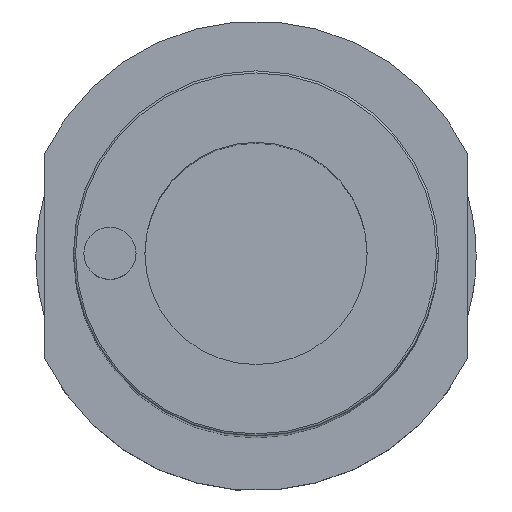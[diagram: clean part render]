
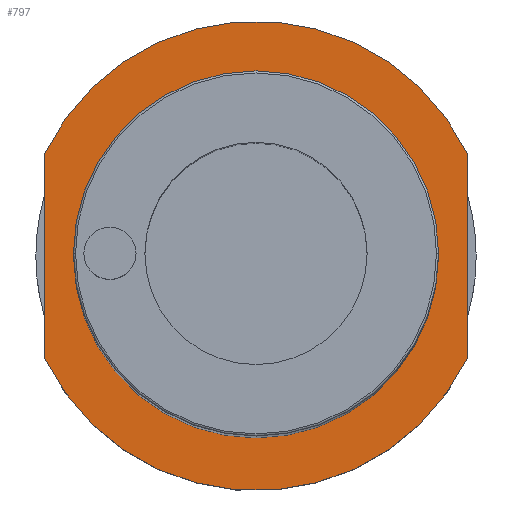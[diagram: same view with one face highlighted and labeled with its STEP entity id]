
A CAD part, top view. The second image highlights one B-rep face of the part: STEP entity #797.
In plain terms, the highlighted planar face has unit normal (0, 0, 1).
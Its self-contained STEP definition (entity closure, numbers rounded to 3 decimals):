
#207=CARTESIAN_POINT('',(0.,0.,38.));
#208=DIRECTION('',(0.,0.,1.));
#209=DIRECTION('',(0.9,0.436,0.));
#210=AXIS2_PLACEMENT_3D('',#207,#208,#209);
#212=DIRECTION('',(0.,1.,0.));
#213=VECTOR('',#212,19.615);
#214=CARTESIAN_POINT('',(20.25,-9.808,38.));
#215=LINE('',#214,#213);
#216=CARTESIAN_POINT('',(0.,0.,38.));
#217=DIRECTION('',(0.,0.,1.));
#218=DIRECTION('',(-0.9,-0.436,0.));
#219=AXIS2_PLACEMENT_3D('',#216,#217,#218);
#221=DIRECTION('',(0.,-1.,0.));
#222=VECTOR('',#221,19.615);
#223=CARTESIAN_POINT('',(-20.25,9.808,38.));
#224=LINE('',#223,#222);
#225=CARTESIAN_POINT('',(0.,0.,38.));
#226=DIRECTION('',(0.,0.,1.));
#227=DIRECTION('',(1.,0.,0.));
#228=AXIS2_PLACEMENT_3D('',#225,#226,#227);
#230=CARTESIAN_POINT('',(0.,0.,38.));
#231=DIRECTION('',(0.,0.,1.));
#232=DIRECTION('',(-1.,0.,0.));
#233=AXIS2_PLACEMENT_3D('',#230,#231,#232);
#410=CARTESIAN_POINT('',(15.,0.,38.));
#411=CARTESIAN_POINT('',(-15.,0.,38.));
#412=VERTEX_POINT('',#410);
#413=VERTEX_POINT('',#411);
#422=CARTESIAN_POINT('',(20.25,9.808,38.));
#423=CARTESIAN_POINT('',(-20.25,9.808,38.));
#424=VERTEX_POINT('',#422);
#425=VERTEX_POINT('',#423);
#426=CARTESIAN_POINT('',(-20.25,-9.808,38.));
#427=VERTEX_POINT('',#426);
#428=CARTESIAN_POINT('',(20.25,-9.808,38.));
#429=VERTEX_POINT('',#428);
#779=CARTESIAN_POINT('',(0.,0.,38.));
#780=DIRECTION('',(0.,0.,1.));
#781=DIRECTION('',(1.,0.,0.));
#782=AXIS2_PLACEMENT_3D('',#779,#780,#781);
#783=PLANE('',#782);
#784=ORIENTED_EDGE('',*,*,#766,.F.);
#785=ORIENTED_EDGE('',*,*,#681,.F.);
#787=ORIENTED_EDGE('',*,*,#786,.F.);
#788=ORIENTED_EDGE('',*,*,#744,.F.);
#789=EDGE_LOOP('',(#784,#785,#787,#788));
#790=FACE_OUTER_BOUND('',#789,.F.);
#792=ORIENTED_EDGE('',*,*,#791,.T.);
#794=ORIENTED_EDGE('',*,*,#793,.T.);
#795=EDGE_LOOP('',(#792,#794));
#796=FACE_BOUND('',#795,.F.);
#797=ADVANCED_FACE('',(#790,#796),#783,.T.);
#211=CIRCLE('',#210,22.5);
#220=CIRCLE('',#219,22.5);
#229=CIRCLE('',#228,15.);
#234=CIRCLE('',#233,15.);
#681=EDGE_CURVE('',#429,#424,#215,.T.);
#744=EDGE_CURVE('',#425,#427,#224,.T.);
#766=EDGE_CURVE('',#424,#425,#211,.T.);
#786=EDGE_CURVE('',#427,#429,#220,.T.);
#791=EDGE_CURVE('',#412,#413,#229,.T.);
#793=EDGE_CURVE('',#413,#412,#234,.T.);
